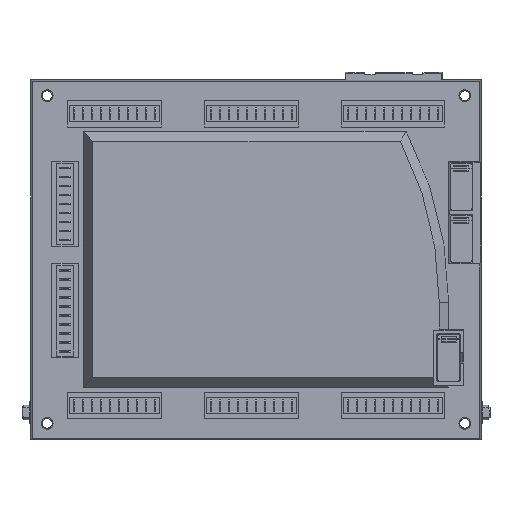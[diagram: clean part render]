
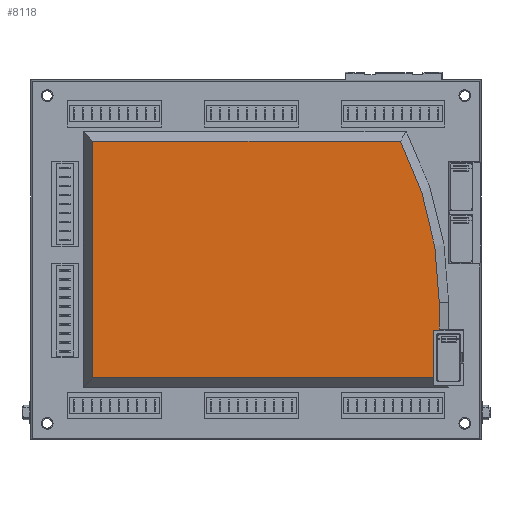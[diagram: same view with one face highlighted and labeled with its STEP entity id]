
A CAD part, front view. The second image highlights one B-rep face of the part: STEP entity #8118.
In plain terms, the highlighted planar face has unit normal (0, -1, 0).
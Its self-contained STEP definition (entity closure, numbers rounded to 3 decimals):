
#6892=FACE_OUTER_BOUND('',#10804,.T.);
#8118=ADVANCED_FACE('',(#6892),#9359,.F.);
#9359=PLANE('',#28364);
#10804=EDGE_LOOP('',(#18167,#18168,#18169,#18170,#18171,#18172,#18173));
#12163=LINE('',#35200,#14904);
#12452=LINE('',#35942,#15193);
#12453=LINE('',#35944,#15194);
#12454=LINE('',#35946,#15195);
#12455=LINE('',#35948,#15196);
#12456=LINE('',#35952,#15197);
#14904=VECTOR('',#29705,1.);
#15193=VECTOR('',#30174,1.);
#15194=VECTOR('',#30177,1.);
#15195=VECTOR('',#30178,1.);
#15196=VECTOR('',#30179,1.);
#15197=VECTOR('',#30182,1.);
#18167=ORIENTED_EDGE('',*,*,#25643,.T.);
#18168=ORIENTED_EDGE('',*,*,#25317,.F.);
#18169=ORIENTED_EDGE('',*,*,#25642,.T.);
#18170=ORIENTED_EDGE('',*,*,#25644,.T.);
#18171=ORIENTED_EDGE('',*,*,#25645,.F.);
#18172=ORIENTED_EDGE('',*,*,#25646,.F.);
#18173=ORIENTED_EDGE('',*,*,#25647,.T.);
#23480=VERTEX_POINT('',#35198);
#23482=VERTEX_POINT('',#35201);
#23732=VERTEX_POINT('',#35941);
#23733=VERTEX_POINT('',#35945);
#23734=VERTEX_POINT('',#35947);
#23735=VERTEX_POINT('',#35949);
#23736=VERTEX_POINT('',#35951);
#25317=EDGE_CURVE('',#23480,#23482,#12163,.T.);
#25642=EDGE_CURVE('',#23480,#23732,#12452,.T.);
#25643=EDGE_CURVE('',#23733,#23482,#12453,.T.);
#25644=EDGE_CURVE('',#23732,#23734,#12454,.T.);
#25645=EDGE_CURVE('',#23735,#23734,#12455,.T.);
#25646=EDGE_CURVE('',#23736,#23735,#28178,.T.);
#25647=EDGE_CURVE('',#23736,#23733,#12456,.T.);
#28178=CIRCLE('',#28363,197.804);
#28363=AXIS2_PLACEMENT_3D('',#35950,#30180,#30181);
#28364=AXIS2_PLACEMENT_3D('',#35953,#30183,#30184);
#29705=DIRECTION('',(-1.,0.,0.));
#30174=DIRECTION('',(0.,0.,1.));
#30177=DIRECTION('',(0.,0.,-1.));
#30178=DIRECTION('',(1.,0.,0.));
#30179=DIRECTION('',(0.,0.,-1.));
#30180=DIRECTION('',(0.,1.,0.));
#30181=DIRECTION('',(0.,0.,1.));
#30182=DIRECTION('',(-1.,0.,0.));
#30183=DIRECTION('',(0.,1.,0.));
#30184=DIRECTION('',(0.,0.,1.));
#35198=CARTESIAN_POINT('',(223.657,-40.,34.196));
#35200=CARTESIAN_POINT('',(29.,-40.,34.196));
#35201=CARTESIAN_POINT('',(34.196,-40.,34.196));
#35941=CARTESIAN_POINT('',(223.657,-40.,60.843));
#35942=CARTESIAN_POINT('',(223.657,-40.,76.));
#35944=CARTESIAN_POINT('',(34.196,-40.,76.));
#35945=CARTESIAN_POINT('',(34.196,-40.,165.804));
#35946=CARTESIAN_POINT('',(29.,-40.,60.843));
#35947=CARTESIAN_POINT('',(226.804,-40.,60.843));
#35948=CARTESIAN_POINT('',(226.804,-40.,76.));
#35949=CARTESIAN_POINT('',(226.804,-40.,76.));
#35950=CARTESIAN_POINT('',(29.,-40.,76.));
#35951=CARTESIAN_POINT('',(205.243,-40.,165.804));
#35952=CARTESIAN_POINT('',(29.,-40.,165.804));
#35953=CARTESIAN_POINT('',(29.,-40.,76.));
